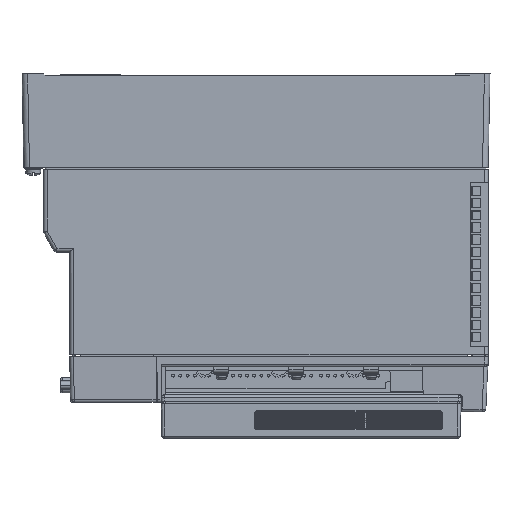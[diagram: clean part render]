
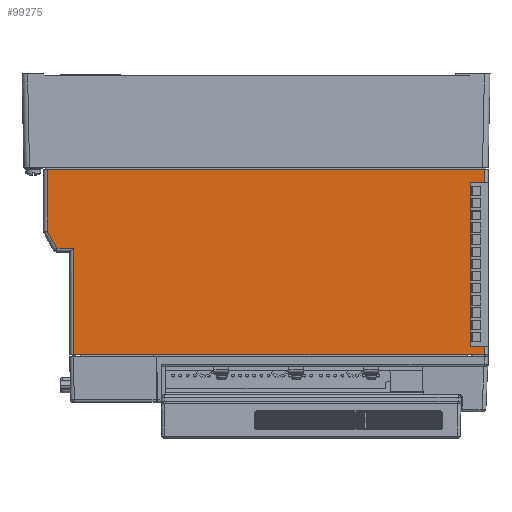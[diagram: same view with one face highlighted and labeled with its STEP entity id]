
A CAD part, front view. The second image highlights one B-rep face of the part: STEP entity #99275.
In plain terms, the highlighted planar face has unit normal (0, -1, 0).
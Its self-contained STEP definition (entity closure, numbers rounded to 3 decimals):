
#7799 = VERTEX_POINT ( 'NONE', #109517 ) ;
#7800 = VERTEX_POINT ( 'NONE', #109514 ) ;
#7843 = EDGE_CURVE ( 'NONE', #7799, #7800, #109619, .T. ) ;
#39080 = DIRECTION ( 'NONE',  ( 0.489, 0., -0.872 ) ) ;
#39081 = VECTOR ( 'NONE', #39080, 1000. ) ;
#39083 = CARTESIAN_POINT ( 'NONE',  ( -48.25, -37.274, -210.253 ) ) ;
#39085 = LINE ( 'NONE', #39083, #39081 ) ;
#39090 = CARTESIAN_POINT ( 'NONE',  ( -129.448, -37.274, -65.45 ) ) ;
#39397 = DIRECTION ( 'NONE',  ( 0., 0., 1. ) ) ;
#39398 = VECTOR ( 'NONE', #39397, 1000. ) ;
#39399 = CARTESIAN_POINT ( 'NONE',  ( -134.62, -37.274, -127.75 ) ) ;
#39400 = LINE ( 'NONE', #39399, #39398 ) ;
#39656 = LINE ( 'NONE', #40200, #40188 ) ;
#39662 = CARTESIAN_POINT ( 'NONE',  ( -134.62, -37.274, -56.228 ) ) ;
#39676 = CARTESIAN_POINT ( 'NONE',  ( -134.62, -37.274, -23.25 ) ) ;
#39950 = DIRECTION ( 'NONE',  ( 0., 0., -1. ) ) ;
#39952 = VECTOR ( 'NONE', #39950, 1000. ) ;
#39954 = CARTESIAN_POINT ( 'NONE',  ( -120.62, -37.274, -127.75 ) ) ;
#39955 = LINE ( 'NONE', #39954, #39952 ) ;
#40162 = CARTESIAN_POINT ( 'NONE',  ( -120.62, -37.274, -65.45 ) ) ;
#40167 = CARTESIAN_POINT ( 'NONE',  ( 91.38, -37.274, -117.75 ) ) ;
#40188 = VECTOR ( 'NONE', #40199, 1000. ) ;
#40199 = DIRECTION ( 'NONE',  ( 1., 0., 0. ) ) ;
#40200 = CARTESIAN_POINT ( 'NONE',  ( 91.38, -37.274, -117.75 ) ) ;
#40275 = DIRECTION ( 'NONE',  ( 1., 0., 0. ) ) ;
#40276 = VECTOR ( 'NONE', #40275, 1000. ) ;
#40277 = CARTESIAN_POINT ( 'NONE',  ( 98.88, -37.274, -65.45 ) ) ;
#40278 = LINE ( 'NONE', #40277, #40276 ) ;
#40284 = CARTESIAN_POINT ( 'NONE',  ( 98.88, -37.274, -122.25 ) ) ;
#40295 = CARTESIAN_POINT ( 'NONE',  ( -120.62, -37.274, -122.25 ) ) ;
#40355 = DIRECTION ( 'NONE',  ( 1., 0., 0. ) ) ;
#40356 = VECTOR ( 'NONE', #40355, 1000. ) ;
#40357 = CARTESIAN_POINT ( 'NONE',  ( -136.62, -37.274, -122.25 ) ) ;
#40358 = LINE ( 'NONE', #40357, #40356 ) ;
#40534 = DIRECTION ( 'NONE',  ( 1., 0., 0. ) ) ;
#40535 = VECTOR ( 'NONE', #40534, 1000. ) ;
#40536 = CARTESIAN_POINT ( 'NONE',  ( 91.38, -37.274, -30.25 ) ) ;
#40537 = LINE ( 'NONE', #40536, #40535 ) ;
#40568 = CARTESIAN_POINT ( 'NONE',  ( 91.38, -37.274, -30.25 ) ) ;
#40575 = DIRECTION ( 'NONE',  ( 1., 0., 0. ) ) ;
#40576 = VECTOR ( 'NONE', #40575, 1000. ) ;
#40577 = CARTESIAN_POINT ( 'NONE',  ( 98.88, -37.274, -23.25 ) ) ;
#40578 = LINE ( 'NONE', #40577, #40576 ) ;
#40601 = CARTESIAN_POINT ( 'NONE',  ( 98.88, -37.274, -117.75 ) ) ;
#40827 = DIRECTION ( 'NONE',  ( 0., 0., 1. ) ) ;
#40828 = VECTOR ( 'NONE', #40827, 1000. ) ;
#40829 = CARTESIAN_POINT ( 'NONE',  ( 98.88, -37.274, -127.75 ) ) ;
#40830 = LINE ( 'NONE', #40829, #40828 ) ;
#40900 = DIRECTION ( 'NONE',  ( 0., 0., -1. ) ) ;
#40901 = VECTOR ( 'NONE', #40900, 1000. ) ;
#40902 = CARTESIAN_POINT ( 'NONE',  ( 91.38, -37.274, -117.75 ) ) ;
#40903 = LINE ( 'NONE', #40902, #40901 ) ;
#41089 = DIRECTION ( 'NONE',  ( 1., 0., 0. ) ) ;
#41090 = DIRECTION ( 'NONE',  ( 0., 1., 0. ) ) ;
#41091 = CARTESIAN_POINT ( 'NONE',  ( 98.88, -37.274, -127.75 ) ) ;
#41092 = AXIS2_PLACEMENT_3D ( 'NONE', #41091, #41090, #41089 ) ;
#41093 = PLANE ( 'NONE',  #41092 ) ;
#41094 = FACE_OUTER_BOUND ( 'NONE', #99271, .T. ) ;
#98716 = VERTEX_POINT ( 'NONE', #39090 ) ;
#98718 = EDGE_CURVE ( 'NONE', #98874, #98716, #39085, .T. ) ;
#98776 = EDGE_CURVE ( 'NONE', #98874, #98870, #39400, .T. ) ;
#98870 = VERTEX_POINT ( 'NONE', #39676 ) ;
#98874 = VERTEX_POINT ( 'NONE', #39662 ) ;
#98926 = EDGE_CURVE ( 'NONE', #98947, #98974, #39955, .T. ) ;
#98942 = VERTEX_POINT ( 'NONE', #40167 ) ;
#98947 = VERTEX_POINT ( 'NONE', #40162 ) ;
#98974 = VERTEX_POINT ( 'NONE', #40295 ) ;
#98980 = VERTEX_POINT ( 'NONE', #40284 ) ;
#98984 = EDGE_CURVE ( 'NONE', #98716, #98947, #40278, .T. ) ;
#99007 = EDGE_CURVE ( 'NONE', #98974, #98980, #40358, .T. ) ;
#99090 = EDGE_CURVE ( 'NONE', #99108, #7799, #40537, .T. ) ;
#99091 = EDGE_CURVE ( 'NONE', #98942, #99093, #39656, .T. ) ;
#99093 = VERTEX_POINT ( 'NONE', #40601 ) ;
#99104 = EDGE_CURVE ( 'NONE', #98870, #7800, #40578, .T. ) ;
#99107 = ORIENTED_EDGE ( 'NONE', *, *, #99090, .T. ) ;
#99108 = VERTEX_POINT ( 'NONE', #40568 ) ;
#99141 = ORIENTED_EDGE ( 'NONE', *, *, #98776, .F. ) ;
#99143 = ORIENTED_EDGE ( 'NONE', *, *, #98718, .T. ) ;
#99145 = ORIENTED_EDGE ( 'NONE', *, *, #98984, .T. ) ;
#99146 = ORIENTED_EDGE ( 'NONE', *, *, #98926, .T. ) ;
#99148 = ORIENTED_EDGE ( 'NONE', *, *, #99007, .T. ) ;
#99152 = ORIENTED_EDGE ( 'NONE', *, *, #99104, .F. ) ;
#99182 = EDGE_CURVE ( 'NONE', #98980, #99093, #40830, .T. ) ;
#99186 = ORIENTED_EDGE ( 'NONE', *, *, #7843, .T. ) ;
#99225 = EDGE_CURVE ( 'NONE', #99108, #98942, #40903, .T. ) ;
#99241 = ORIENTED_EDGE ( 'NONE', *, *, #99091, .F. ) ;
#99242 = ORIENTED_EDGE ( 'NONE', *, *, #99225, .F. ) ;
#99271 = EDGE_LOOP ( 'NONE', ( #99326, #99241, #99242, #99107, #99186, #99152, #99141, #99143, #99145, #99146, #99148 ) ) ;
#99275 = ADVANCED_FACE ( 'NONE', ( #41094 ), #41093, .F. ) ;
#99326 = ORIENTED_EDGE ( 'NONE', *, *, #99182, .T. ) ;
#109514 = CARTESIAN_POINT ( 'NONE',  ( 98.88, -37.274, -23.25 ) ) ;
#109517 = CARTESIAN_POINT ( 'NONE',  ( 98.88, -37.274, -30.25 ) ) ;
#109616 = DIRECTION ( 'NONE',  ( 0., 0., 1. ) ) ;
#109617 = VECTOR ( 'NONE', #109616, 1000. ) ;
#109618 = CARTESIAN_POINT ( 'NONE',  ( 98.88, -37.274, -127.75 ) ) ;
#109619 = LINE ( 'NONE', #109618, #109617 ) ;
